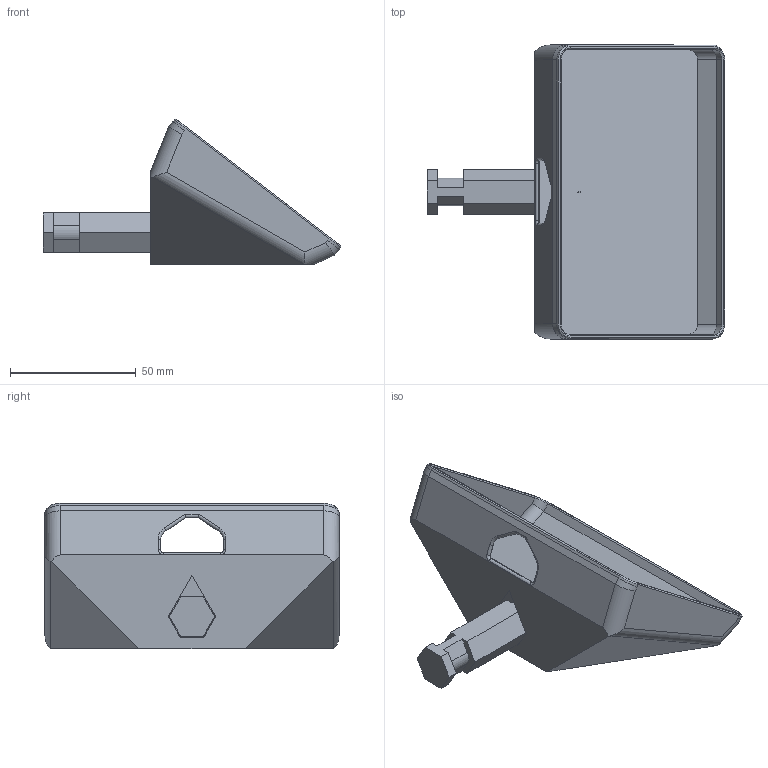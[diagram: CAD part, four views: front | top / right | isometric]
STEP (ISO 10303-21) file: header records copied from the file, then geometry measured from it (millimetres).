
FILE_DESCRIPTION(/* description */ (''),/* implementation_level */ '2;1');
FILE_NAME(/* name */ 'Stream Deck MK2 Magic Clamp Mount v4 QR.step',/* time_stamp */ '2024-05-13T18:53:49-07:00',/* author */ (''),/* organization */ (''),/* preprocessor_version */ 'ST-DEVELOPER v20',/* originating_system */ 'Autodesk Translation Framework v12.20.1.177',/* authorisation */ '');
FILE_SCHEMA (('AUTOMOTIVE_DESIGN { 1 0 10303 214 3 1 1 }'));
Length unit declared in the file: millimetre
Products named in the file (2): Stream Deck MK2 Magic Clamp Mount; Component1
Assembly tree (1 placements, depth 2):
  Stream Deck MK2 Magic Clamp Mount
    Component1
Bounding box: 118.44 x 117 x 57.86 mm (x, y, z)
Volume: 139534.5 mm3; surface area: 37853.9 mm2
Topology: 2 solids, 2 shells, 132 faces, 338 edges, 212 vertices
Faces by surface type: plane 75, cylinder 41, torus 8, bspline 4, cone 4
Entity records: 4228 total; most frequent: CARTESIAN_POINT 945, ORIENTED_EDGE 676, DIRECTION 668, EDGE_CURVE 338, LINE 246, VECTOR 246, VERTEX_POINT 212, AXIS2_PLACEMENT_3D 211
